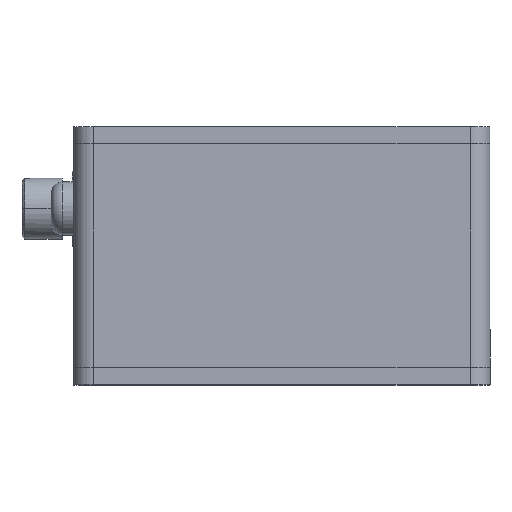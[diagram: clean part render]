
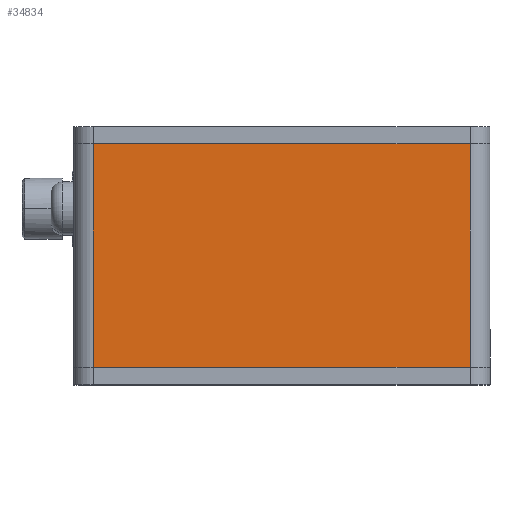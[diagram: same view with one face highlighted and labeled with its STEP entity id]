
A CAD part, top view. The second image highlights one B-rep face of the part: STEP entity #34834.
In plain terms, the highlighted planar face has unit normal (0, 0, 1).
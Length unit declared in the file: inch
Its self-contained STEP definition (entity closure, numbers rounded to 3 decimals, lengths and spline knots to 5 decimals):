
#1312 = VERTEX_POINT ( 'NONE', #26304 ) ;
#2787 = VECTOR ( 'NONE', #32609, 39.37008 ) ;
#3006 = VERTEX_POINT ( 'NONE', #12115 ) ;
#5157 = FACE_OUTER_BOUND ( 'NONE', #8698, .T. ) ;
#6826 = EDGE_CURVE ( 'NONE', #3006, #40391, #37923, .T. ) ;
#7725 = DIRECTION ( 'NONE',  ( 0., 0., -1. ) ) ;
#8056 = EDGE_CURVE ( 'NONE', #1312, #40391, #16240, .T. ) ;
#8698 = EDGE_LOOP ( 'NONE', ( #30015, #25683, #33090, #31269 ) ) ;
#8867 = CARTESIAN_POINT ( 'NONE',  ( -0.88758, -0.3725, 1.52491 ) ) ;
#11241 = DIRECTION ( 'NONE',  ( 1., 0., 0. ) ) ;
#11670 = LINE ( 'NONE', #25037, #32840 ) ;
#12115 = CARTESIAN_POINT ( 'NONE',  ( 0.60848, -0.3725, 1.52491 ) ) ;
#12671 = AXIS2_PLACEMENT_3D ( 'NONE', #14920, #7725, #18309 ) ;
#14920 = CARTESIAN_POINT ( 'NONE',  ( 0.68722, 0.51333, 1.52491 ) ) ;
#15056 = DIRECTION ( 'NONE',  ( 0., -1., 0. ) ) ;
#16234 = DIRECTION ( 'NONE',  ( 0., 1., 0. ) ) ;
#16240 = LINE ( 'NONE', #38970, #2787 ) ;
#18092 = PLANE ( 'NONE',  #12671 ) ;
#18309 = DIRECTION ( 'NONE',  ( -1., 0., 0. ) ) ;
#22582 = VECTOR ( 'NONE', #15056, 39.37008 ) ;
#24518 = CARTESIAN_POINT ( 'NONE',  ( 0.60848, 0.51333, 1.52491 ) ) ;
#24822 = LINE ( 'NONE', #33979, #22582 ) ;
#25037 = CARTESIAN_POINT ( 'NONE',  ( 0.68722, -0.3725, 1.52491 ) ) ;
#25683 = ORIENTED_EDGE ( 'NONE', *, *, #29018, .T. ) ;
#26304 = CARTESIAN_POINT ( 'NONE',  ( -0.88758, 0.51333, 1.52491 ) ) ;
#29018 = EDGE_CURVE ( 'NONE', #1312, #33956, #24822, .T. ) ;
#29406 = CARTESIAN_POINT ( 'NONE',  ( 0.60848, 0.51333, 1.52491 ) ) ;
#29984 = VECTOR ( 'NONE', #16234, 39.37008 ) ;
#30015 = ORIENTED_EDGE ( 'NONE', *, *, #8056, .F. ) ;
#31269 = ORIENTED_EDGE ( 'NONE', *, *, #6826, .T. ) ;
#32182 = EDGE_CURVE ( 'NONE', #33956, #3006, #11670, .T. ) ;
#32609 = DIRECTION ( 'NONE',  ( 1., 0., 0. ) ) ;
#32840 = VECTOR ( 'NONE', #11241, 39.37008 ) ;
#33090 = ORIENTED_EDGE ( 'NONE', *, *, #32182, .T. ) ;
#33956 = VERTEX_POINT ( 'NONE', #8867 ) ;
#33979 = CARTESIAN_POINT ( 'NONE',  ( -0.88758, 0.51333, 1.52491 ) ) ;
#34834 = ADVANCED_FACE ( 'NONE', ( #5157 ), #18092, .F. ) ;
#37923 = LINE ( 'NONE', #29406, #29984 ) ;
#38970 = CARTESIAN_POINT ( 'NONE',  ( 0.68722, 0.51333, 1.52491 ) ) ;
#40391 = VERTEX_POINT ( 'NONE', #24518 ) ;
